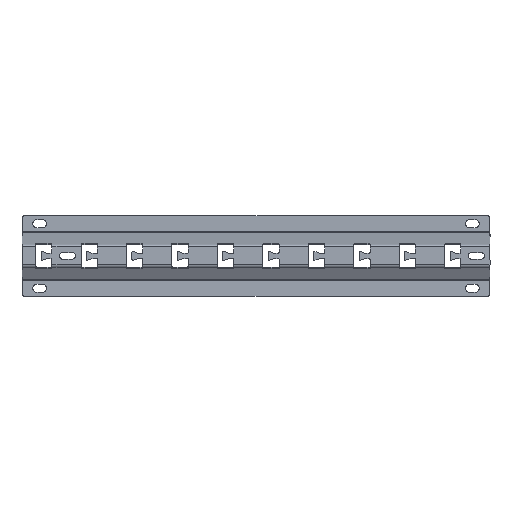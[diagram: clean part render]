
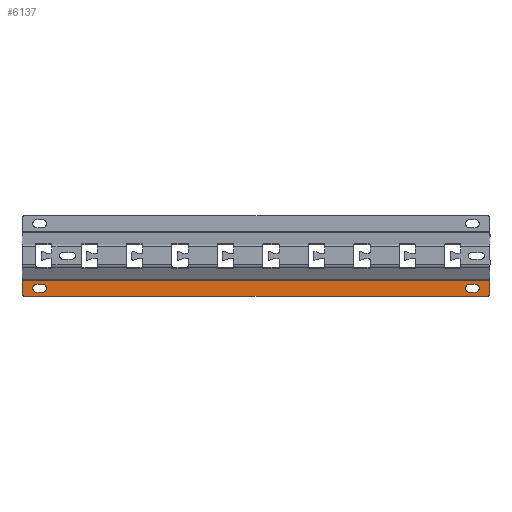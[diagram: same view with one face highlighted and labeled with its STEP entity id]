
A CAD part, top view. The second image highlights one B-rep face of the part: STEP entity #6137.
In plain terms, the highlighted planar face has unit normal (0, 0, 1).
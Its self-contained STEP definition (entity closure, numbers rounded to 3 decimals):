
#4 = DIRECTION ( 'NONE',  ( 0., 0., 1. ) ) ;
#42 = CARTESIAN_POINT ( 'NONE',  ( 230.5, -35.561, -58.911 ) ) ;
#71 = LINE ( 'NONE', #3417, #3715 ) ;
#94 = CARTESIAN_POINT ( 'NONE',  ( 0., -31.061, -58.911 ) ) ;
#163 = PLANE ( 'NONE',  #1412 ) ;
#170 = VECTOR ( 'NONE', #245, 1000. ) ;
#245 = DIRECTION ( 'NONE',  ( 1., 0., 0. ) ) ;
#274 = EDGE_CURVE ( 'NONE', #6375, #9130, #8810, .T. ) ;
#330 = CARTESIAN_POINT ( 'NONE',  ( -241., -31.061, -58.911 ) ) ;
#365 = VECTOR ( 'NONE', #7162, 1000. ) ;
#370 = ORIENTED_EDGE ( 'NONE', *, *, #5607, .T. ) ;
#448 = AXIS2_PLACEMENT_3D ( 'NONE', #9128, #8449, #10878 ) ;
#667 = EDGE_CURVE ( 'NONE', #6375, #9148, #3760, .T. ) ;
#790 = ORIENTED_EDGE ( 'NONE', *, *, #5270, .F. ) ;
#943 = DIRECTION ( 'NONE',  ( -1., 0., 0. ) ) ;
#1001 = VERTEX_POINT ( 'NONE', #330 ) ;
#1029 = DIRECTION ( 'NONE',  ( -1., 0., 0. ) ) ;
#1030 = LINE ( 'NONE', #4498, #170 ) ;
#1053 = ORIENTED_EDGE ( 'NONE', *, *, #1701, .T. ) ;
#1193 = CARTESIAN_POINT ( 'NONE',  ( -257.5, -44.561, -58.911 ) ) ;
#1203 = VERTEX_POINT ( 'NONE', #9206 ) ;
#1224 = FACE_BOUND ( 'NONE', #6440, .T. ) ;
#1249 = DIRECTION ( 'NONE',  ( 0., -1., 0. ) ) ;
#1308 = VECTOR ( 'NONE', #7529, 1000. ) ;
#1331 = CARTESIAN_POINT ( 'NONE',  ( 257.5, -40.561, -58.911 ) ) ;
#1412 = AXIS2_PLACEMENT_3D ( 'NONE', #10002, #3219, #9150 ) ;
#1609 = CARTESIAN_POINT ( 'NONE',  ( 257.5, -26.788, -58.911 ) ) ;
#1701 = EDGE_CURVE ( 'NONE', #1929, #9148, #9366, .T. ) ;
#1738 = CARTESIAN_POINT ( 'NONE',  ( -241., -35.561, -58.911 ) ) ;
#1864 = AXIS2_PLACEMENT_3D ( 'NONE', #6606, #5806, #10039 ) ;
#1886 = CARTESIAN_POINT ( 'NONE',  ( 257.5, -44.561, -58.911 ) ) ;
#1900 = DIRECTION ( 'NONE',  ( 0., -1., 0. ) ) ;
#1929 = VERTEX_POINT ( 'NONE', #3288 ) ;
#2088 = LINE ( 'NONE', #3749, #4481 ) ;
#2131 = VERTEX_POINT ( 'NONE', #10455 ) ;
#2603 = CARTESIAN_POINT ( 'NONE',  ( -241., -40.061, -58.911 ) ) ;
#2699 = LINE ( 'NONE', #11117, #3939 ) ;
#2977 = EDGE_CURVE ( 'NONE', #4114, #9130, #8744, .T. ) ;
#3219 = DIRECTION ( 'NONE',  ( 0., 0., 1. ) ) ;
#3288 = CARTESIAN_POINT ( 'NONE',  ( -257.5, -40.561, -58.911 ) ) ;
#3335 = DIRECTION ( 'NONE',  ( 1., 0., 0. ) ) ;
#3381 = ORIENTED_EDGE ( 'NONE', *, *, #7540, .F. ) ;
#3404 = AXIS2_PLACEMENT_3D ( 'NONE', #8826, #6286, #8154 ) ;
#3417 = CARTESIAN_POINT ( 'NONE',  ( 0., -31.061, -58.911 ) ) ;
#3684 = EDGE_CURVE ( 'NONE', #2131, #1001, #4203, .T. ) ;
#3693 = VERTEX_POINT ( 'NONE', #42 ) ;
#3715 = VECTOR ( 'NONE', #6981, 1000. ) ;
#3749 = CARTESIAN_POINT ( 'NONE',  ( 0., -40.061, -58.911 ) ) ;
#3760 = LINE ( 'NONE', #1193, #10598 ) ;
#3812 = EDGE_LOOP ( 'NONE', ( #370, #6663, #10997, #6703, #4704 ) ) ;
#3853 = FACE_OUTER_BOUND ( 'NONE', #7284, .T. ) ;
#3939 = VECTOR ( 'NONE', #3335, 1000. ) ;
#3946 = AXIS2_PLACEMENT_3D ( 'NONE', #8714, #6054, #6957 ) ;
#3950 = CARTESIAN_POINT ( 'NONE',  ( -253.5, -44.561, -58.911 ) ) ;
#3957 = ORIENTED_EDGE ( 'NONE', *, *, #667, .F. ) ;
#4114 = VERTEX_POINT ( 'NONE', #1609 ) ;
#4193 = AXIS2_PLACEMENT_3D ( 'NONE', #1738, #6219, #1900 ) ;
#4203 = CIRCLE ( 'NONE', #4193, 4.5 ) ;
#4481 = VECTOR ( 'NONE', #8994, 1000. ) ;
#4498 = CARTESIAN_POINT ( 'NONE',  ( -257.5, -26.788, -58.911 ) ) ;
#4704 = ORIENTED_EDGE ( 'NONE', *, *, #10917, .T. ) ;
#4710 = VERTEX_POINT ( 'NONE', #6844 ) ;
#5112 = AXIS2_PLACEMENT_3D ( 'NONE', #9451, #4, #6920 ) ;
#5270 = EDGE_CURVE ( 'NONE', #6664, #10142, #10680, .T. ) ;
#5311 = CIRCLE ( 'NONE', #1864, 4.5 ) ;
#5392 = CIRCLE ( 'NONE', #3404, 4.5 ) ;
#5513 = DIRECTION ( 'NONE',  ( 0., 0., 1. ) ) ;
#5607 = EDGE_CURVE ( 'NONE', #4710, #10181, #2088, .T. ) ;
#5632 = LINE ( 'NONE', #94, #6053 ) ;
#5671 = EDGE_CURVE ( 'NONE', #10181, #2131, #5392, .T. ) ;
#5806 = DIRECTION ( 'NONE',  ( 0., 0., 1. ) ) ;
#5820 = AXIS2_PLACEMENT_3D ( 'NONE', #10641, #5513, #1249 ) ;
#6053 = VECTOR ( 'NONE', #943, 1000. ) ;
#6054 = DIRECTION ( 'NONE',  ( 0., 0., 1. ) ) ;
#6137 = ADVANCED_FACE ( 'NONE', ( #1224, #3853, #7920 ), #163, .T. ) ;
#6219 = DIRECTION ( 'NONE',  ( 0., 0., -1. ) ) ;
#6236 = CIRCLE ( 'NONE', #448, 4.5 ) ;
#6286 = DIRECTION ( 'NONE',  ( 0., 0., -1. ) ) ;
#6375 = VERTEX_POINT ( 'NONE', #8473 ) ;
#6440 = EDGE_LOOP ( 'NONE', ( #790, #3381, #9182, #10230, #8513 ) ) ;
#6492 = AXIS2_PLACEMENT_3D ( 'NONE', #7885, #10527, #8672 ) ;
#6606 = CARTESIAN_POINT ( 'NONE',  ( 235., -35.561, -58.911 ) ) ;
#6663 = ORIENTED_EDGE ( 'NONE', *, *, #5671, .T. ) ;
#6664 = VERTEX_POINT ( 'NONE', #6935 ) ;
#6676 = CARTESIAN_POINT ( 'NONE',  ( -257.5, -25.754, -58.911 ) ) ;
#6703 = ORIENTED_EDGE ( 'NONE', *, *, #10999, .T. ) ;
#6844 = CARTESIAN_POINT ( 'NONE',  ( -235., -40.061, -58.911 ) ) ;
#6920 = DIRECTION ( 'NONE',  ( 0., -1., 0. ) ) ;
#6935 = CARTESIAN_POINT ( 'NONE',  ( 241., -40.061, -58.911 ) ) ;
#6957 = DIRECTION ( 'NONE',  ( 0., -1., 0. ) ) ;
#6961 = EDGE_CURVE ( 'NONE', #10484, #4114, #1030, .T. ) ;
#6981 = DIRECTION ( 'NONE',  ( 1., 0., 0. ) ) ;
#7162 = DIRECTION ( 'NONE',  ( 0., -1., 0. ) ) ;
#7241 = ORIENTED_EDGE ( 'NONE', *, *, #6961, .F. ) ;
#7284 = EDGE_LOOP ( 'NONE', ( #7594, #1053, #3957, #10303, #8936, #7241 ) ) ;
#7529 = DIRECTION ( 'NONE',  ( 0., 1., 0. ) ) ;
#7540 = EDGE_CURVE ( 'NONE', #1203, #6664, #2699, .T. ) ;
#7592 = CARTESIAN_POINT ( 'NONE',  ( 241., -31.061, -58.911 ) ) ;
#7594 = ORIENTED_EDGE ( 'NONE', *, *, #10508, .F. ) ;
#7885 = CARTESIAN_POINT ( 'NONE',  ( -253.5, -40.561, -58.911 ) ) ;
#7920 = FACE_BOUND ( 'NONE', #3812, .T. ) ;
#8154 = DIRECTION ( 'NONE',  ( 0., -1., 0. ) ) ;
#8363 = CIRCLE ( 'NONE', #5112, 4.5 ) ;
#8449 = DIRECTION ( 'NONE',  ( 0., 0., -1. ) ) ;
#8473 = CARTESIAN_POINT ( 'NONE',  ( 253.5, -44.561, -58.911 ) ) ;
#8513 = ORIENTED_EDGE ( 'NONE', *, *, #10751, .F. ) ;
#8656 = EDGE_CURVE ( 'NONE', #10238, #3693, #8363, .T. ) ;
#8672 = DIRECTION ( 'NONE',  ( 0., -1., 0. ) ) ;
#8714 = CARTESIAN_POINT ( 'NONE',  ( 253.5, -40.561, -58.911 ) ) ;
#8744 = LINE ( 'NONE', #1886, #365 ) ;
#8810 = CIRCLE ( 'NONE', #3946, 4. ) ;
#8826 = CARTESIAN_POINT ( 'NONE',  ( -241., -35.561, -58.911 ) ) ;
#8936 = ORIENTED_EDGE ( 'NONE', *, *, #2977, .F. ) ;
#8994 = DIRECTION ( 'NONE',  ( -1., 0., 0. ) ) ;
#9128 = CARTESIAN_POINT ( 'NONE',  ( -235., -35.561, -58.911 ) ) ;
#9130 = VERTEX_POINT ( 'NONE', #1331 ) ;
#9148 = VERTEX_POINT ( 'NONE', #3950 ) ;
#9150 = DIRECTION ( 'NONE',  ( 0., -1., 0. ) ) ;
#9182 = ORIENTED_EDGE ( 'NONE', *, *, #9318, .F. ) ;
#9206 = CARTESIAN_POINT ( 'NONE',  ( 235., -40.061, -58.911 ) ) ;
#9267 = LINE ( 'NONE', #6676, #1308 ) ;
#9318 = EDGE_CURVE ( 'NONE', #3693, #1203, #5311, .T. ) ;
#9329 = CARTESIAN_POINT ( 'NONE',  ( 235., -31.061, -58.911 ) ) ;
#9366 = CIRCLE ( 'NONE', #6492, 4. ) ;
#9451 = CARTESIAN_POINT ( 'NONE',  ( 235., -35.561, -58.911 ) ) ;
#9486 = CARTESIAN_POINT ( 'NONE',  ( -235., -31.061, -58.911 ) ) ;
#10002 = CARTESIAN_POINT ( 'NONE',  ( 0., 0.346, -58.911 ) ) ;
#10039 = DIRECTION ( 'NONE',  ( 0., -1., 0. ) ) ;
#10142 = VERTEX_POINT ( 'NONE', #7592 ) ;
#10181 = VERTEX_POINT ( 'NONE', #2603 ) ;
#10230 = ORIENTED_EDGE ( 'NONE', *, *, #8656, .F. ) ;
#10238 = VERTEX_POINT ( 'NONE', #9329 ) ;
#10303 = ORIENTED_EDGE ( 'NONE', *, *, #274, .T. ) ;
#10455 = CARTESIAN_POINT ( 'NONE',  ( -245.5, -35.561, -58.911 ) ) ;
#10484 = VERTEX_POINT ( 'NONE', #10953 ) ;
#10508 = EDGE_CURVE ( 'NONE', #1929, #10484, #9267, .T. ) ;
#10527 = DIRECTION ( 'NONE',  ( 0., 0., 1. ) ) ;
#10574 = VERTEX_POINT ( 'NONE', #9486 ) ;
#10598 = VECTOR ( 'NONE', #1029, 1000. ) ;
#10641 = CARTESIAN_POINT ( 'NONE',  ( 241., -35.561, -58.911 ) ) ;
#10680 = CIRCLE ( 'NONE', #5820, 4.5 ) ;
#10751 = EDGE_CURVE ( 'NONE', #10142, #10238, #5632, .T. ) ;
#10878 = DIRECTION ( 'NONE',  ( 0., -1., 0. ) ) ;
#10917 = EDGE_CURVE ( 'NONE', #10574, #4710, #6236, .T. ) ;
#10953 = CARTESIAN_POINT ( 'NONE',  ( -257.5, -26.788, -58.911 ) ) ;
#10997 = ORIENTED_EDGE ( 'NONE', *, *, #3684, .T. ) ;
#10999 = EDGE_CURVE ( 'NONE', #1001, #10574, #71, .T. ) ;
#11117 = CARTESIAN_POINT ( 'NONE',  ( 0., -40.061, -58.911 ) ) ;
